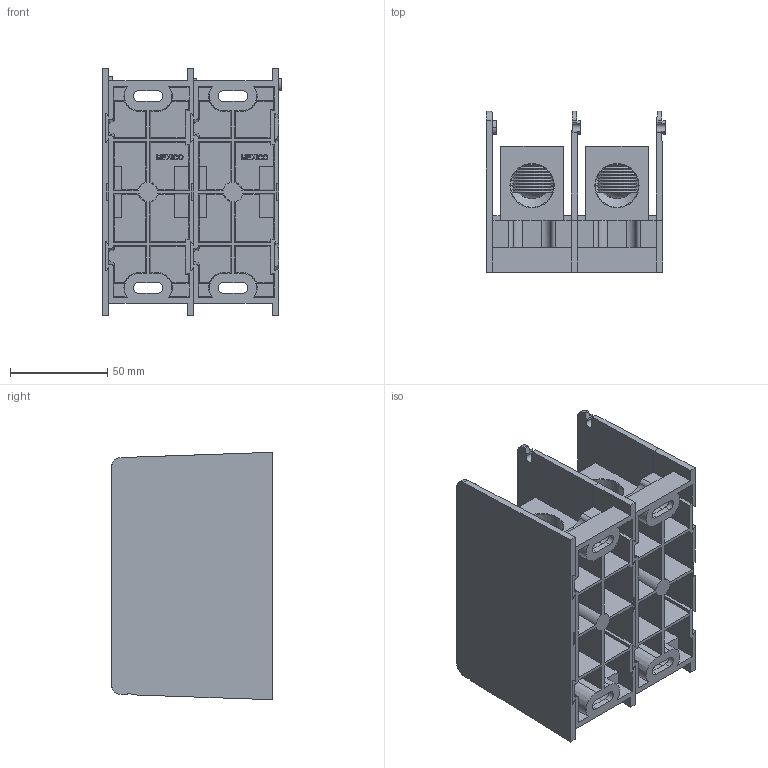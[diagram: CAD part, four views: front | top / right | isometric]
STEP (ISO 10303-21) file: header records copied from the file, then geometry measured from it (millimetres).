
FILE_DESCRIPTION (( 'STEP AP214' ), '1' );
FILE_NAME ('701969_2p_rev-.STEP', '2013-08-27T15:37:42', ( '' ), ( '' ), 'SwSTEP 2.0', 'SolidWorks 2013', '' );
FILE_SCHEMA (( 'AUTOMOTIVE_DESIGN' ));
Length unit declared in the file: inch
Products named in the file (1): 701969_2p_rev-
Bounding box: 92.16 x 82.55 x 127.01 mm (x, y, z)
Volume: 308831.8 mm3; surface area: 176299.6 mm2
Topology: 13 solids, 13 shells, 1539 faces, 3808 edges, 2324 vertices
Faces by surface type: plane 545, cylinder 474, cone 444, bspline 48, sphere 16, torus 12
Entity records: 78399 total; most frequent: CARTESIAN_POINT 23584, ORIENTED_EDGE 7576, DIRECTION 6712, EDGE_CURVE 3788, VERTEX_POINT 2324, AXIS2_PLACEMENT_3D 2272, VECTOR 2168, LINE 2168
